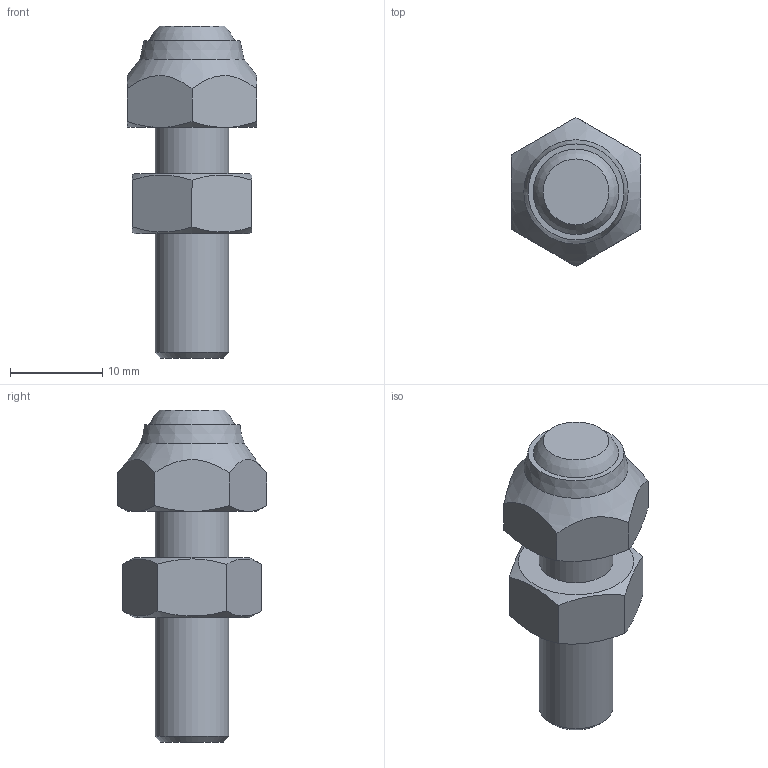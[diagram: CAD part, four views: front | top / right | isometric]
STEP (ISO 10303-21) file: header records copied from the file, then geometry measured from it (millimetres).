
FILE_DESCRIPTION( ( 'Unknown' ), '1' );
FILE_NAME( 'PT36-0814.stp', 'Unknown', ( 'Unknown' ), ( 'Unknown' ), 'XStep 1.0', 'Unknown', ' ' );
FILE_SCHEMA( ( 'CONFIG_CONTROL_DESIGN' ) );
Length unit declared in the file: millimetre
Products named in the file (1): 1
Bounding box: 14 x 16.17 x 36 mm (x, y, z)
Volume: 3308.3 mm3; surface area: 1620.1 mm2
Topology: 1 solids, 1 shells, 32 faces, 72 edges, 46 vertices
Faces by surface type: plane 18, cone 11, cylinder 2, sphere 1
Full cylindrical faces by diameter (mm): 8 x2
Entity records: 1078 total; most frequent: CARTESIAN_POINT 427, ORIENTED_EDGE 118, DIRECTION 112, EDGE_CURVE 59, AXIS2_PLACEMENT_3D 50, EDGE_LOOP 44, VERTEX_POINT 41, FACE_OUTER_BOUND 35
